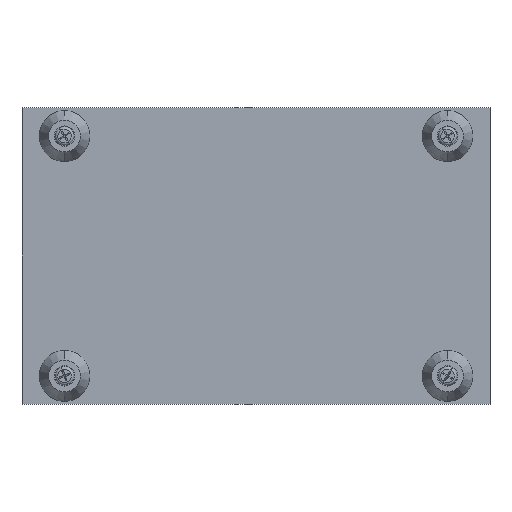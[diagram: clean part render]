
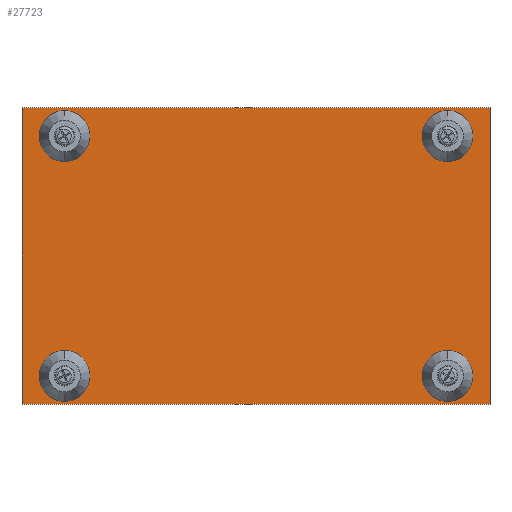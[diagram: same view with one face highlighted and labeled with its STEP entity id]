
A CAD part, front view. The second image highlights one B-rep face of the part: STEP entity #27723.
In plain terms, the highlighted planar face has unit normal (0, -1, 0).
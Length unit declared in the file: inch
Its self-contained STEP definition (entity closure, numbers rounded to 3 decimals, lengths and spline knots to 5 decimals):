
#27428 = EDGE_CURVE ( 'NONE', #27429, #27455, #29768, .T. ) ;
#27429 = VERTEX_POINT ( 'NONE', #29763 ) ;
#27455 = VERTEX_POINT ( 'NONE', #29830 ) ;
#27493 = VERTEX_POINT ( 'NONE', #29879 ) ;
#27495 = VERTEX_POINT ( 'NONE', #29942 ) ;
#27528 = VERTEX_POINT ( 'NONE', #29973 ) ;
#27530 = EDGE_CURVE ( 'NONE', #27531, #27528, #29972, .T. ) ;
#27531 = VERTEX_POINT ( 'NONE', #30028 ) ;
#27549 = EDGE_CURVE ( 'NONE', #27493, #27495, #30055, .T. ) ;
#27561 = VERTEX_POINT ( 'NONE', #30068 ) ;
#27563 = EDGE_CURVE ( 'NONE', #27561, #27564, #30067, .T. ) ;
#27564 = VERTEX_POINT ( 'NONE', #30062 ) ;
#27680 = EDGE_CURVE ( 'NONE', #27693, #27681, #30472, .T. ) ;
#27681 = VERTEX_POINT ( 'NONE', #30468 ) ;
#27685 = VERTEX_POINT ( 'NONE', #30463 ) ;
#27687 = EDGE_CURVE ( 'NONE', #27685, #27702, #30461, .T. ) ;
#27693 = VERTEX_POINT ( 'NONE', #30492 ) ;
#27702 = VERTEX_POINT ( 'NONE', #30510 ) ;
#27723 = ADVANCED_FACE ( 'NONE', ( #30539, #30538, #30537, #30536, #30535 ), #30579, .F. ) ;
#27724 = EDGE_LOOP ( 'NONE', ( #27776, #27777 ) ) ;
#27748 = EDGE_CURVE ( 'NONE', #27681, #27685, #30638, .T. ) ;
#27751 = EDGE_CURVE ( 'NONE', #27702, #27693, #30666, .T. ) ;
#27763 = ORIENTED_EDGE ( 'NONE', *, *, #27563, .F. ) ;
#27764 = EDGE_LOOP ( 'NONE', ( #27765, #27766, #27767, #27768 ) ) ;
#27765 = ORIENTED_EDGE ( 'NONE', *, *, #27687, .F. ) ;
#27766 = ORIENTED_EDGE ( 'NONE', *, *, #27748, .F. ) ;
#27767 = ORIENTED_EDGE ( 'NONE', *, *, #27680, .F. ) ;
#27768 = ORIENTED_EDGE ( 'NONE', *, *, #27751, .F. ) ;
#27776 = ORIENTED_EDGE ( 'NONE', *, *, #27428, .T. ) ;
#27777 = ORIENTED_EDGE ( 'NONE', *, *, #27778, .T. ) ;
#27778 = EDGE_CURVE ( 'NONE', #27455, #27429, #30737, .T. ) ;
#27779 = EDGE_LOOP ( 'NONE', ( #27780, #27782 ) ) ;
#27780 = ORIENTED_EDGE ( 'NONE', *, *, #27781, .F. ) ;
#27781 = EDGE_CURVE ( 'NONE', #27495, #27493, #30732, .T. ) ;
#27782 = ORIENTED_EDGE ( 'NONE', *, *, #27549, .F. ) ;
#27783 = EDGE_LOOP ( 'NONE', ( #27784, #27785 ) ) ;
#27784 = ORIENTED_EDGE ( 'NONE', *, *, #27530, .T. ) ;
#27785 = ORIENTED_EDGE ( 'NONE', *, *, #27786, .T. ) ;
#27786 = EDGE_CURVE ( 'NONE', #27528, #27531, #30785, .T. ) ;
#27787 = EDGE_LOOP ( 'NONE', ( #27788, #27763 ) ) ;
#27788 = ORIENTED_EDGE ( 'NONE', *, *, #27789, .F. ) ;
#27789 = EDGE_CURVE ( 'NONE', #27564, #27561, #30780, .T. ) ;
#29763 = CARTESIAN_POINT ( 'NONE',  ( 2.263, -0.4, 1.717 ) ) ;
#29764 = DIRECTION ( 'NONE',  ( 0., 0., -1. ) ) ;
#29765 = DIRECTION ( 'NONE',  ( 0., 1., 0. ) ) ;
#29766 = CARTESIAN_POINT ( 'NONE',  ( 2.263, -0.4, 1.417 ) ) ;
#29767 = AXIS2_PLACEMENT_3D ( 'NONE', #29766, #29765, #29764 ) ;
#29768 = CIRCLE ( 'NONE', #29767, 0.3 ) ;
#29830 = CARTESIAN_POINT ( 'NONE',  ( 2.263, -0.4, 1.117 ) ) ;
#29879 = CARTESIAN_POINT ( 'NONE',  ( 2.263, -0.4, -1.117 ) ) ;
#29942 = CARTESIAN_POINT ( 'NONE',  ( 2.263, -0.4, -1.717 ) ) ;
#29972 = CIRCLE ( 'NONE', #30032, 0.3 ) ;
#29973 = CARTESIAN_POINT ( 'NONE',  ( -2.263, -0.4, -1.117 ) ) ;
#30028 = CARTESIAN_POINT ( 'NONE',  ( -2.263, -0.4, -1.717 ) ) ;
#30029 = DIRECTION ( 'NONE',  ( 0., 0., 1. ) ) ;
#30030 = DIRECTION ( 'NONE',  ( 0., 1., 0. ) ) ;
#30031 = CARTESIAN_POINT ( 'NONE',  ( -2.263, -0.4, -1.417 ) ) ;
#30032 = AXIS2_PLACEMENT_3D ( 'NONE', #30031, #30030, #30029 ) ;
#30051 = DIRECTION ( 'NONE',  ( 0., 0., 1. ) ) ;
#30052 = DIRECTION ( 'NONE',  ( 0., -1., 0. ) ) ;
#30053 = CARTESIAN_POINT ( 'NONE',  ( 2.263, -0.4, -1.417 ) ) ;
#30054 = AXIS2_PLACEMENT_3D ( 'NONE', #30053, #30052, #30051 ) ;
#30055 = CIRCLE ( 'NONE', #30054, 0.3 ) ;
#30062 = CARTESIAN_POINT ( 'NONE',  ( -2.263, -0.4, 1.717 ) ) ;
#30063 = DIRECTION ( 'NONE',  ( 0., 0., -1. ) ) ;
#30064 = DIRECTION ( 'NONE',  ( 0., -1., 0. ) ) ;
#30065 = CARTESIAN_POINT ( 'NONE',  ( -2.263, -0.4, 1.417 ) ) ;
#30066 = AXIS2_PLACEMENT_3D ( 'NONE', #30065, #30064, #30063 ) ;
#30067 = CIRCLE ( 'NONE', #30066, 0.3 ) ;
#30068 = CARTESIAN_POINT ( 'NONE',  ( -2.263, -0.4, 1.117 ) ) ;
#30458 = DIRECTION ( 'NONE',  ( 0., 0., 1. ) ) ;
#30459 = VECTOR ( 'NONE', #30458, 39.37008 ) ;
#30460 = CARTESIAN_POINT ( 'NONE',  ( -2.765, -0.4, -1.75 ) ) ;
#30461 = LINE ( 'NONE', #30460, #30459 ) ;
#30463 = CARTESIAN_POINT ( 'NONE',  ( -2.765, -0.4, -1.75 ) ) ;
#30468 = CARTESIAN_POINT ( 'NONE',  ( 2.765, -0.4, -1.75 ) ) ;
#30469 = DIRECTION ( 'NONE',  ( 0., 0., -1. ) ) ;
#30470 = VECTOR ( 'NONE', #30469, 39.37008 ) ;
#30471 = CARTESIAN_POINT ( 'NONE',  ( 2.765, -0.4, -1.75 ) ) ;
#30472 = LINE ( 'NONE', #30471, #30470 ) ;
#30492 = CARTESIAN_POINT ( 'NONE',  ( 2.765, -0.4, 1.75 ) ) ;
#30510 = CARTESIAN_POINT ( 'NONE',  ( -2.765, -0.4, 1.75 ) ) ;
#30535 = FACE_OUTER_BOUND ( 'NONE', #27764, .T. ) ;
#30536 = FACE_BOUND ( 'NONE', #27787, .T. ) ;
#30537 = FACE_BOUND ( 'NONE', #27783, .T. ) ;
#30538 = FACE_BOUND ( 'NONE', #27779, .T. ) ;
#30539 = FACE_BOUND ( 'NONE', #27724, .T. ) ;
#30575 = DIRECTION ( 'NONE',  ( 0., 0., 1. ) ) ;
#30576 = DIRECTION ( 'NONE',  ( 0., 1., 0. ) ) ;
#30577 = CARTESIAN_POINT ( 'NONE',  ( -2.765, -0.4, 1.75 ) ) ;
#30578 = AXIS2_PLACEMENT_3D ( 'NONE', #30577, #30576, #30575 ) ;
#30579 = PLANE ( 'NONE',  #30578 ) ;
#30635 = DIRECTION ( 'NONE',  ( -1., 0., 0. ) ) ;
#30636 = VECTOR ( 'NONE', #30635, 39.37008 ) ;
#30637 = CARTESIAN_POINT ( 'NONE',  ( -2.765, -0.4, -1.75 ) ) ;
#30638 = LINE ( 'NONE', #30637, #30636 ) ;
#30663 = DIRECTION ( 'NONE',  ( 1., 0., 0. ) ) ;
#30664 = VECTOR ( 'NONE', #30663, 39.37008 ) ;
#30665 = CARTESIAN_POINT ( 'NONE',  ( -2.765, -0.4, 1.75 ) ) ;
#30666 = LINE ( 'NONE', #30665, #30664 ) ;
#30732 = CIRCLE ( 'NONE', #30789, 0.3 ) ;
#30733 = DIRECTION ( 'NONE',  ( 0., 0., -1. ) ) ;
#30734 = DIRECTION ( 'NONE',  ( 0., 1., 0. ) ) ;
#30735 = CARTESIAN_POINT ( 'NONE',  ( 2.263, -0.4, 1.417 ) ) ;
#30736 = AXIS2_PLACEMENT_3D ( 'NONE', #30735, #30734, #30733 ) ;
#30737 = CIRCLE ( 'NONE', #30736, 0.3 ) ;
#30776 = DIRECTION ( 'NONE',  ( 0., 0., -1. ) ) ;
#30777 = DIRECTION ( 'NONE',  ( 0., -1., 0. ) ) ;
#30778 = CARTESIAN_POINT ( 'NONE',  ( -2.263, -0.4, 1.417 ) ) ;
#30779 = AXIS2_PLACEMENT_3D ( 'NONE', #30778, #30777, #30776 ) ;
#30780 = CIRCLE ( 'NONE', #30779, 0.3 ) ;
#30781 = DIRECTION ( 'NONE',  ( 0., 0., 1. ) ) ;
#30782 = DIRECTION ( 'NONE',  ( 0., 1., 0. ) ) ;
#30783 = CARTESIAN_POINT ( 'NONE',  ( -2.263, -0.4, -1.417 ) ) ;
#30784 = AXIS2_PLACEMENT_3D ( 'NONE', #30783, #30782, #30781 ) ;
#30785 = CIRCLE ( 'NONE', #30784, 0.3 ) ;
#30786 = DIRECTION ( 'NONE',  ( 0., 0., 1. ) ) ;
#30787 = DIRECTION ( 'NONE',  ( 0., -1., 0. ) ) ;
#30788 = CARTESIAN_POINT ( 'NONE',  ( 2.263, -0.4, -1.417 ) ) ;
#30789 = AXIS2_PLACEMENT_3D ( 'NONE', #30788, #30787, #30786 ) ;
